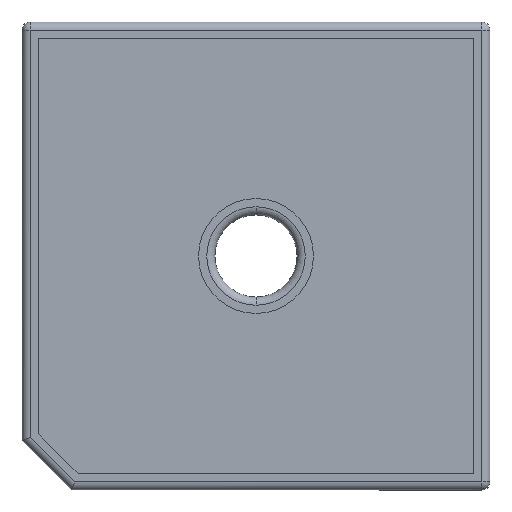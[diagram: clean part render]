
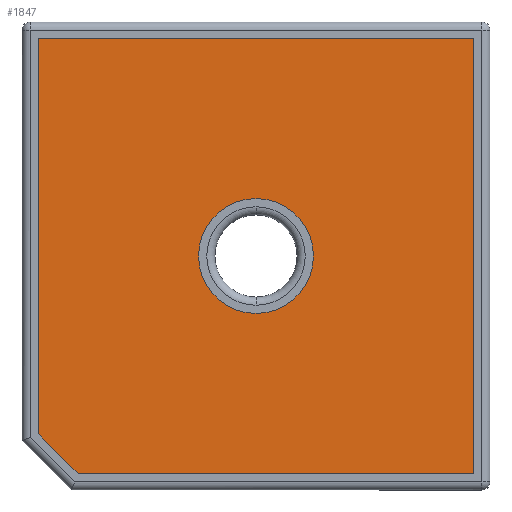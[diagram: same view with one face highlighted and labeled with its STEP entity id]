
A CAD part, front view. The second image highlights one B-rep face of the part: STEP entity #1847.
In plain terms, the highlighted planar face has unit normal (0, -1, 0).
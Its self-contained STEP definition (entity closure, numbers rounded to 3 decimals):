
#2 = CARTESIAN_POINT ( 'NONE',  ( 13.25, -0.05, -13.25 ) ) ;
#3 = LINE ( 'NONE', #65, #2531 ) ;
#5 = LINE ( 'NONE', #57, #1369 ) ;
#11 = DIRECTION ( 'NONE',  ( -1., 0., 0. ) ) ;
#15 = DIRECTION ( 'NONE',  ( 0., 0., -1. ) ) ;
#17 = DIRECTION ( 'NONE',  ( 0.707, 0., -0.707 ) ) ;
#24 = LINE ( 'NONE', #2, #296 ) ;
#33 = CARTESIAN_POINT ( 'NONE',  ( -10.836, -0.05, -13.25 ) ) ;
#39 = DIRECTION ( 'NONE',  ( 0., -1., 0. ) ) ;
#43 = DIRECTION ( 'NONE',  ( 0., 0., 1. ) ) ;
#56 = LINE ( 'NONE', #33, #747 ) ;
#57 = CARTESIAN_POINT ( 'NONE',  ( -13.25, -0.05, 13.25 ) ) ;
#64 = CARTESIAN_POINT ( 'NONE',  ( 13.25, -0.05, 13.25 ) ) ;
#65 = CARTESIAN_POINT ( 'NONE',  ( -13.25, -0.05, -10.836 ) ) ;
#68 = DIRECTION ( 'NONE',  ( 0., 0., -1. ) ) ;
#72 = LINE ( 'NONE', #64, #300 ) ;
#74 = CARTESIAN_POINT ( 'NONE',  ( 0., -0.05, 0. ) ) ;
#90 = DIRECTION ( 'NONE',  ( 1., 0., 0. ) ) ;
#168 = ORIENTED_EDGE ( 'NONE', *, *, #2022, .T. ) ;
#178 = ORIENTED_EDGE ( 'NONE', *, *, #2023, .T. ) ;
#196 = ORIENTED_EDGE ( 'NONE', *, *, #2028, .T. ) ;
#205 = ORIENTED_EDGE ( 'NONE', *, *, #2026, .T. ) ;
#209 = ORIENTED_EDGE ( 'NONE', *, *, #2029, .T. ) ;
#219 = ORIENTED_EDGE ( 'NONE', *, *, #2030, .F. ) ;
#231 = ORIENTED_EDGE ( 'NONE', *, *, #1953, .F. ) ;
#296 = VECTOR ( 'NONE', #43, 1000. ) ;
#300 = VECTOR ( 'NONE', #11, 1000. ) ;
#315 = AXIS2_PLACEMENT_3D ( 'NONE', #74, #39, #15 ) ;
#747 = VECTOR ( 'NONE', #90, 1000. ) ;
#785 = CARTESIAN_POINT ( 'NONE',  ( 0., -0.05, 3.5 ) ) ;
#788 = CARTESIAN_POINT ( 'NONE',  ( 13.25, -0.05, -13.25 ) ) ;
#814 = CARTESIAN_POINT ( 'NONE',  ( 0., -0.05, -3.5 ) ) ;
#840 = CARTESIAN_POINT ( 'NONE',  ( -13.25, -0.05, 13.25 ) ) ;
#957 = CARTESIAN_POINT ( 'NONE',  ( -10.836, -0.05, -13.25 ) ) ;
#982 = CARTESIAN_POINT ( 'NONE',  ( -13.25, -0.05, -10.836 ) ) ;
#1009 = CARTESIAN_POINT ( 'NONE',  ( 13.25, -0.05, 13.25 ) ) ;
#1326 = PLANE ( 'NONE',  #1747 ) ;
#1334 = CARTESIAN_POINT ( 'NONE',  ( 13.25, -0.05, -13.25 ) ) ;
#1361 = DIRECTION ( 'NONE',  ( 0., 0., -1. ) ) ;
#1365 = DIRECTION ( 'NONE',  ( 0., -1., 0. ) ) ;
#1369 = VECTOR ( 'NONE', #68, 1000. ) ;
#1659 = EDGE_LOOP ( 'NONE', ( #231, #219 ) ) ;
#1713 = EDGE_LOOP ( 'NONE', ( #205, #209, #196, #178, #168 ) ) ;
#1737 = FACE_OUTER_BOUND ( 'NONE', #1713, .T. ) ;
#1747 = AXIS2_PLACEMENT_3D ( 'NONE', #1334, #1365, #1361 ) ;
#1763 = FACE_BOUND ( 'NONE', #1659, .T. ) ;
#1847 = ADVANCED_FACE ( 'NONE', ( #1737, #1763 ), #1326, .T. ) ;
#1953 = EDGE_CURVE ( 'NONE', #2626, #2623, #2113, .T. ) ;
#2022 = EDGE_CURVE ( 'NONE', #2686, #2648, #3, .T. ) ;
#2023 = EDGE_CURVE ( 'NONE', #2716, #2686, #5, .T. ) ;
#2026 = EDGE_CURVE ( 'NONE', #2648, #2612, #56, .T. ) ;
#2028 = EDGE_CURVE ( 'NONE', #2715, #2716, #72, .T. ) ;
#2029 = EDGE_CURVE ( 'NONE', #2612, #2715, #24, .T. ) ;
#2030 = EDGE_CURVE ( 'NONE', #2623, #2626, #2127, .T. ) ;
#2113 = CIRCLE ( 'NONE', #2534, 3.5 ) ;
#2127 = CIRCLE ( 'NONE', #315, 3.5 ) ;
#2325 = DIRECTION ( 'NONE',  ( 0., 0., -1. ) ) ;
#2326 = DIRECTION ( 'NONE',  ( 0., -1., 0. ) ) ;
#2329 = CARTESIAN_POINT ( 'NONE',  ( 0., -0.05, 0. ) ) ;
#2531 = VECTOR ( 'NONE', #17, 1000. ) ;
#2534 = AXIS2_PLACEMENT_3D ( 'NONE', #2329, #2326, #2325 ) ;
#2612 = VERTEX_POINT ( 'NONE', #788 ) ;
#2623 = VERTEX_POINT ( 'NONE', #814 ) ;
#2626 = VERTEX_POINT ( 'NONE', #785 ) ;
#2648 = VERTEX_POINT ( 'NONE', #957 ) ;
#2686 = VERTEX_POINT ( 'NONE', #982 ) ;
#2715 = VERTEX_POINT ( 'NONE', #1009 ) ;
#2716 = VERTEX_POINT ( 'NONE', #840 ) ;
